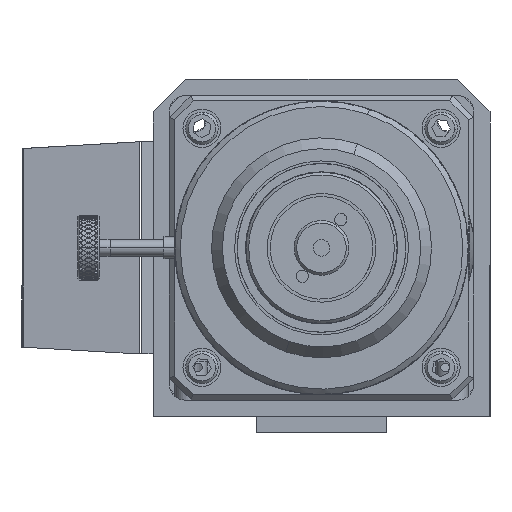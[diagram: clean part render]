
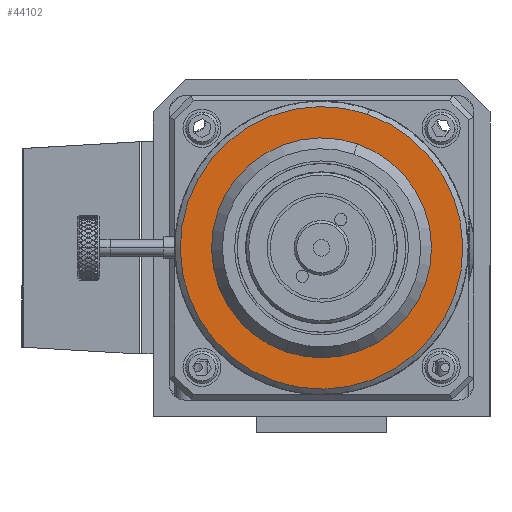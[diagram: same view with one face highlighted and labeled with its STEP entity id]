
A CAD part, front view. The second image highlights one B-rep face of the part: STEP entity #44102.
In plain terms, the highlighted planar face has unit normal (0, -1, 0).
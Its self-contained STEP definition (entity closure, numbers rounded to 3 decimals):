
#341 = ORIENTED_EDGE ( 'NONE', *, *, #1522, .T. ) ;
#929 = PLANE ( 'NONE',  #8281 ) ;
#1522 = EDGE_CURVE ( 'NONE', #43098, #27646, #36216, .T. ) ;
#3154 = CARTESIAN_POINT ( 'NONE',  ( 40.341, -52.131, 110.233 ) ) ;
#3331 = DIRECTION ( 'NONE',  ( 0., -1., 0. ) ) ;
#4455 = DIRECTION ( 'NONE',  ( -0.326, 0., -0.945 ) ) ;
#6061 = ORIENTED_EDGE ( 'NONE', *, *, #40882, .T. ) ;
#6760 = DIRECTION ( 'NONE',  ( -0.326, 0., -0.945 ) ) ;
#7354 = CIRCLE ( 'NONE', #12253, 32.131 ) ;
#7570 = VERTEX_POINT ( 'NONE', #12722 ) ;
#7728 = DIRECTION ( 'NONE',  ( 0., -1., 0. ) ) ;
#8281 = AXIS2_PLACEMENT_3D ( 'NONE', #36130, #25700, #4455 ) ;
#9152 = CARTESIAN_POINT ( 'NONE',  ( 50.818, -52.131, 140.608 ) ) ;
#12253 = AXIS2_PLACEMENT_3D ( 'NONE', #3154, #27942, #6760 ) ;
#12722 = CARTESIAN_POINT ( 'NONE',  ( 53.799, -52.131, 149.252 ) ) ;
#15314 = FACE_OUTER_BOUND ( 'NONE', #41700, .T. ) ;
#24529 = CARTESIAN_POINT ( 'NONE',  ( 40.341, -52.131, 110.233 ) ) ;
#25700 = DIRECTION ( 'NONE',  ( 0., 1., 0. ) ) ;
#27646 = VERTEX_POINT ( 'NONE', #39280 ) ;
#27822 = CARTESIAN_POINT ( 'NONE',  ( 26.883, -52.131, 71.213 ) ) ;
#27942 = DIRECTION ( 'NONE',  ( 0., 1., 0. ) ) ;
#28123 = DIRECTION ( 'NONE',  ( -0.326, 0., -0.945 ) ) ;
#28920 = CARTESIAN_POINT ( 'NONE',  ( 40.341, -52.131, 110.233 ) ) ;
#29665 = DIRECTION ( 'NONE',  ( -0.326, 0., -0.945 ) ) ;
#29808 = EDGE_CURVE ( 'NONE', #7570, #33793, #43625, .T. ) ;
#29979 = EDGE_LOOP ( 'NONE', ( #33475, #341 ) ) ;
#31122 = CIRCLE ( 'NONE', #35641, 41.275 ) ;
#32470 = DIRECTION ( 'NONE',  ( -0.326, 0., -0.945 ) ) ;
#32576 = ORIENTED_EDGE ( 'NONE', *, *, #29808, .T. ) ;
#33120 = AXIS2_PLACEMENT_3D ( 'NONE', #34237, #42523, #29665 ) ;
#33475 = ORIENTED_EDGE ( 'NONE', *, *, #40276, .T. ) ;
#33793 = VERTEX_POINT ( 'NONE', #27822 ) ;
#34237 = CARTESIAN_POINT ( 'NONE',  ( 40.341, -52.131, 110.233 ) ) ;
#35641 = AXIS2_PLACEMENT_3D ( 'NONE', #28920, #7728, #32470 ) ;
#36130 = CARTESIAN_POINT ( 'NONE',  ( -0.179, -52.131, 124.208 ) ) ;
#36216 = CIRCLE ( 'NONE', #33120, 32.131 ) ;
#39280 = CARTESIAN_POINT ( 'NONE',  ( 29.864, -52.131, 79.858 ) ) ;
#40276 = EDGE_CURVE ( 'NONE', #27646, #43098, #7354, .T. ) ;
#40882 = EDGE_CURVE ( 'NONE', #33793, #7570, #31122, .T. ) ;
#41700 = EDGE_LOOP ( 'NONE', ( #6061, #32576 ) ) ;
#42390 = FACE_BOUND ( 'NONE', #29979, .T. ) ;
#42523 = DIRECTION ( 'NONE',  ( 0., 1., 0. ) ) ;
#43098 = VERTEX_POINT ( 'NONE', #9152 ) ;
#43565 = AXIS2_PLACEMENT_3D ( 'NONE', #24529, #3331, #28123 ) ;
#43625 = CIRCLE ( 'NONE', #43565, 41.275 ) ;
#44102 = ADVANCED_FACE ( 'NONE', ( #15314, #42390 ), #929, .F. ) ;
